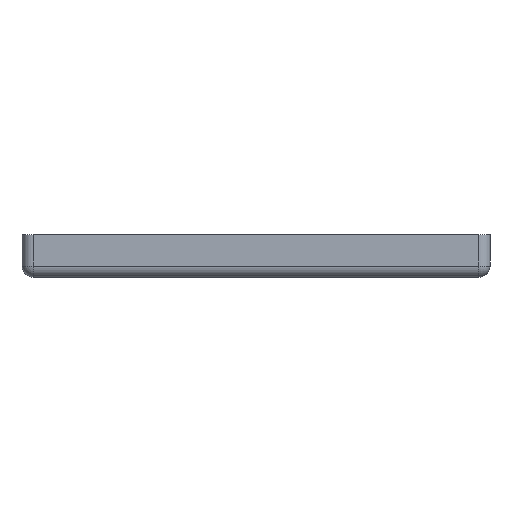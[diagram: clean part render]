
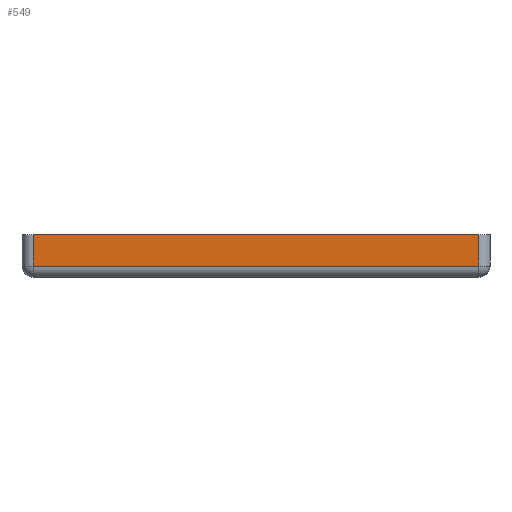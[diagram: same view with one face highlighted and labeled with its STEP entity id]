
A CAD part, left-side view. The second image highlights one B-rep face of the part: STEP entity #549.
In plain terms, the highlighted planar face has unit normal (-1, 0, 0).
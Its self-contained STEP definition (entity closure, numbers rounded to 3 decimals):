
#19 = CARTESIAN_POINT ( 'NONE',  ( -47.211, 45.763, 1. ) ) ;
#60 = AXIS2_PLACEMENT_3D ( 'NONE', #1243, #1502, #646 ) ;
#117 = CARTESIAN_POINT ( 'NONE',  ( -47.211, 45.763, 3.8 ) ) ;
#118 = VECTOR ( 'NONE', #905, 1000. ) ;
#139 = VECTOR ( 'NONE', #912, 1000. ) ;
#148 = FACE_OUTER_BOUND ( 'NONE', #1159, .T. ) ;
#188 = CARTESIAN_POINT ( 'NONE',  ( -47.211, 44.763, 1. ) ) ;
#250 = DIRECTION ( 'NONE',  ( 0., -1., 0. ) ) ;
#281 = VERTEX_POINT ( 'NONE', #188 ) ;
#303 = ORIENTED_EDGE ( 'NONE', *, *, #1063, .T. ) ;
#313 = EDGE_CURVE ( 'NONE', #967, #1487, #1472, .T. ) ;
#475 = VECTOR ( 'NONE', #1229, 1000. ) ;
#549 = ADVANCED_FACE ( 'NONE', ( #148 ), #1260, .F. ) ;
#646 = DIRECTION ( 'NONE',  ( 0., 0., -1. ) ) ;
#769 = ORIENTED_EDGE ( 'NONE', *, *, #1016, .T. ) ;
#770 = CARTESIAN_POINT ( 'NONE',  ( -47.211, 44.763, 3.8 ) ) ;
#778 = LINE ( 'NONE', #1144, #139 ) ;
#811 = CARTESIAN_POINT ( 'NONE',  ( -47.211, 4.788, 1. ) ) ;
#887 = LINE ( 'NONE', #770, #118 ) ;
#905 = DIRECTION ( 'NONE',  ( 0., 0., -1. ) ) ;
#912 = DIRECTION ( 'NONE',  ( 0., 0., 1. ) ) ;
#954 = VECTOR ( 'NONE', #250, 1000. ) ;
#967 = VERTEX_POINT ( 'NONE', #1250 ) ;
#1016 = EDGE_CURVE ( 'NONE', #1573, #1487, #778, .T. ) ;
#1042 = CARTESIAN_POINT ( 'NONE',  ( -47.211, 4.788, 3.8 ) ) ;
#1063 = EDGE_CURVE ( 'NONE', #967, #281, #887, .T. ) ;
#1144 = CARTESIAN_POINT ( 'NONE',  ( -47.211, 4.788, 3.8 ) ) ;
#1159 = EDGE_LOOP ( 'NONE', ( #1473, #769, #1217, #303 ) ) ;
#1217 = ORIENTED_EDGE ( 'NONE', *, *, #313, .F. ) ;
#1229 = DIRECTION ( 'NONE',  ( 0., -1., 0. ) ) ;
#1243 = CARTESIAN_POINT ( 'NONE',  ( -47.211, 45.763, 3.8 ) ) ;
#1250 = CARTESIAN_POINT ( 'NONE',  ( -47.211, 44.763, 3.8 ) ) ;
#1260 = PLANE ( 'NONE',  #60 ) ;
#1269 = EDGE_CURVE ( 'NONE', #281, #1573, #1523, .T. ) ;
#1472 = LINE ( 'NONE', #117, #475 ) ;
#1473 = ORIENTED_EDGE ( 'NONE', *, *, #1269, .T. ) ;
#1487 = VERTEX_POINT ( 'NONE', #1042 ) ;
#1502 = DIRECTION ( 'NONE',  ( 1., 0., 0. ) ) ;
#1523 = LINE ( 'NONE', #19, #954 ) ;
#1573 = VERTEX_POINT ( 'NONE', #811 ) ;
